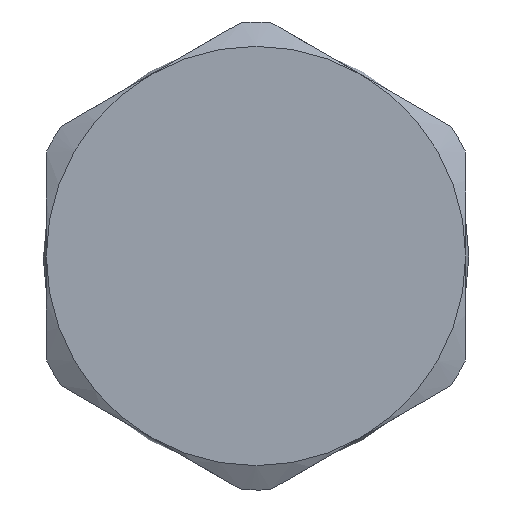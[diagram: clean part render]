
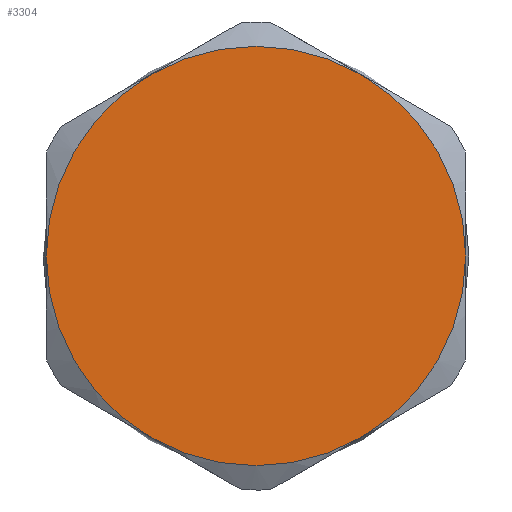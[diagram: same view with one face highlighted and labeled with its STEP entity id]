
A CAD part, left-side view. The second image highlights one B-rep face of the part: STEP entity #3304.
In plain terms, the highlighted planar face has unit normal (-1, 0, 0).
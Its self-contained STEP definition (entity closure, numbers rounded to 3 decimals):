
#115 = EDGE_CURVE ( 'NONE', #4392, #4188, #7791, .T. ) ;
#116 = EDGE_CURVE ( 'NONE', #4145, #4484, #7847, .T. ) ;
#117 = EDGE_CURVE ( 'NONE', #4484, #4392, #7802, .T. ) ;
#118 = EDGE_CURVE ( 'NONE', #4456, #4401, #7854, .T. ) ;
#119 = EDGE_CURVE ( 'NONE', #4456, #4145, #7812, .T. ) ;
#121 = EDGE_CURVE ( 'NONE', #4188, #4401, #7774, .T. ) ;
#555 = CARTESIAN_POINT ( 'NONE',  ( 0., 0., 0. ) ) ;
#556 = DIRECTION ( 'NONE',  ( 1., 0., 0. ) ) ;
#557 = DIRECTION ( 'NONE',  ( 0., -1., 0. ) ) ;
#558 = CARTESIAN_POINT ( 'NONE',  ( 0., 0., 0. ) ) ;
#559 = DIRECTION ( 'NONE',  ( 1., 0., 0. ) ) ;
#561 = DIRECTION ( 'NONE',  ( 0., -1., 0. ) ) ;
#562 = CARTESIAN_POINT ( 'NONE',  ( 0., 0., 0. ) ) ;
#563 = DIRECTION ( 'NONE',  ( 1., 0., 0. ) ) ;
#564 = DIRECTION ( 'NONE',  ( 0., -1., 0. ) ) ;
#567 = CARTESIAN_POINT ( 'NONE',  ( 0., 0., 0. ) ) ;
#568 = DIRECTION ( 'NONE',  ( -1., 0., 0. ) ) ;
#672 = CARTESIAN_POINT ( 'NONE',  ( 0., 0., 0. ) ) ;
#673 = DIRECTION ( 'NONE',  ( 1., 0., 0. ) ) ;
#684 = DIRECTION ( 'NONE',  ( 0., -1., 0. ) ) ;
#696 = DIRECTION ( 'NONE',  ( 1., 0., 0. ) ) ;
#697 = DIRECTION ( 'NONE',  ( 0., -1., 0. ) ) ;
#700 = CARTESIAN_POINT ( 'NONE',  ( 0., 0., 0. ) ) ;
#701 = DIRECTION ( 'NONE',  ( 0., 1., 0. ) ) ;
#742 = AXIS2_PLACEMENT_3D ( 'NONE', #555, #556, #557 ) ;
#971 = AXIS2_PLACEMENT_3D ( 'NONE', #558, #559, #561 ) ;
#1119 = CARTESIAN_POINT ( 'NONE',  ( 0., -5.555, -9.622 ) ) ;
#1188 = CARTESIAN_POINT ( 'NONE',  ( 0., 5.555, 9.622 ) ) ;
#1224 = FACE_OUTER_BOUND ( 'NONE', #4434, .T. ) ;
#1373 = CARTESIAN_POINT ( 'NONE',  ( 0., 11.11, 0. ) ) ;
#1429 = CARTESIAN_POINT ( 'NONE',  ( 0., -11.11, 0. ) ) ;
#1544 = CARTESIAN_POINT ( 'NONE',  ( 0., 5.555, -9.622 ) ) ;
#1920 = AXIS2_PLACEMENT_3D ( 'NONE', #567, #568, #701 ) ;
#2000 = AXIS2_PLACEMENT_3D ( 'NONE', #700, #696, #697 ) ;
#2021 = AXIS2_PLACEMENT_3D ( 'NONE', #562, #563, #564 ) ;
#2026 = AXIS2_PLACEMENT_3D ( 'NONE', #672, #673, #684 ) ;
#2551 = DIRECTION ( 'NONE',  ( 1., 0., 0. ) ) ;
#2554 = PLANE ( 'NONE',  #4057 ) ;
#2582 = DIRECTION ( 'NONE',  ( 0., -1., 0. ) ) ;
#2640 = CARTESIAN_POINT ( 'NONE',  ( 0., 0., 12.829 ) ) ;
#3304 = ADVANCED_FACE ( 'NONE', ( #1224 ), #2554, .F. ) ;
#3395 = CARTESIAN_POINT ( 'NONE',  ( 0., -5.555, 9.622 ) ) ;
#4057 = AXIS2_PLACEMENT_3D ( 'NONE', #2640, #2551, #2582 ) ;
#4145 = VERTEX_POINT ( 'NONE', #1188 ) ;
#4188 = VERTEX_POINT ( 'NONE', #1119 ) ;
#4392 = VERTEX_POINT ( 'NONE', #1429 ) ;
#4401 = VERTEX_POINT ( 'NONE', #1544 ) ;
#4434 = EDGE_LOOP ( 'NONE', ( #5101, #5069, #5070, #5131, #5012, #4905 ) ) ;
#4456 = VERTEX_POINT ( 'NONE', #1373 ) ;
#4484 = VERTEX_POINT ( 'NONE', #3395 ) ;
#4905 = ORIENTED_EDGE ( 'NONE', *, *, #121, .F. ) ;
#5012 = ORIENTED_EDGE ( 'NONE', *, *, #118, .T. ) ;
#5069 = ORIENTED_EDGE ( 'NONE', *, *, #117, .F. ) ;
#5070 = ORIENTED_EDGE ( 'NONE', *, *, #116, .F. ) ;
#5101 = ORIENTED_EDGE ( 'NONE', *, *, #115, .F. ) ;
#5131 = ORIENTED_EDGE ( 'NONE', *, *, #119, .F. ) ;
#7774 = CIRCLE ( 'NONE', #2026, 11.11 ) ;
#7791 = CIRCLE ( 'NONE', #742, 11.11 ) ;
#7802 = CIRCLE ( 'NONE', #2021, 11.11 ) ;
#7812 = CIRCLE ( 'NONE', #2000, 11.11 ) ;
#7847 = CIRCLE ( 'NONE', #971, 11.11 ) ;
#7854 = CIRCLE ( 'NONE', #1920, 11.11 ) ;
